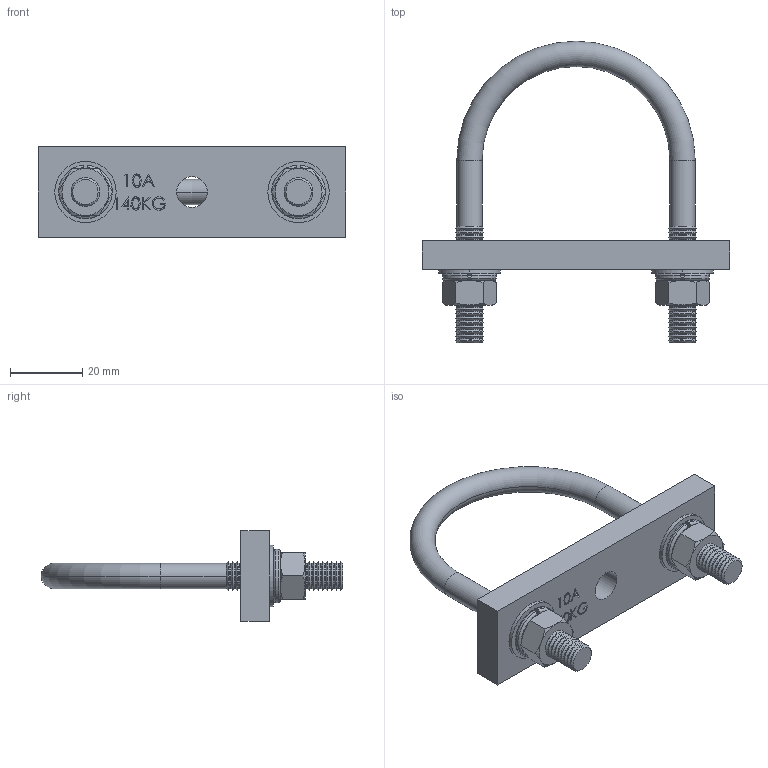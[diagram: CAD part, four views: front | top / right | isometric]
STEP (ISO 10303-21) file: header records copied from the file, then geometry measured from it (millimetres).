
FILE_DESCRIPTION (( 'STEP AP203' ), '1' );
FILE_NAME ('T33400.STEP', '2018-07-20T13:25:22', ( '' ), ( '' ), 'SwSTEP 2.0', 'SolidWorks 2016', '' );
FILE_SCHEMA (( 'CONFIG_CONTROL_DESIGN' ));
Length unit declared in the file: millimetre
Products named in the file (7): T56600; Hex Nut Style 1 GradeAB_Doughty Fastners_Hexagon Nut ISO - 4032 - M8 - D - S; TH1265; B Washer_Bright washer BS 4320 - M8 (Form B); Single Coil Rectangular Section Spring Washer_Doughty Fastners_Rectangular section spring washer BS 4464 - 8 (Type B); T33400
Assembly tree (9 placements, depth 3):
  T33400
    TH1265
    T56600
      T56600
      Hex Nut Style 1 GradeAB_Doughty Fastners_Hexagon Nut ISO - 4032 - M8 - D - S  x2
    B Washer_Bright washer BS 4320 - M8 (Form B)  x2
    Single Coil Rectangular Section Spring Washer_Doughty Fastners_Rectangular section spring washer BS 4464 - 8 (Type B)  x2
Bounding box: 85 x 83.5 x 25 mm (x, y, z)
Volume: 25456.3 mm3; surface area: 14276.1 mm2
Topology: 8 solids, 8 shells, 574 faces, 1426 edges, 880 vertices
Faces by surface type: cone 288, cylinder 150, plane 99, bspline 27, torus 10
Entity records: 18083 total; most frequent: CARTESIAN_POINT 5002, DIRECTION 2746, ORIENTED_EDGE 2524, EDGE_CURVE 1262, AXIS2_PLACEMENT_3D 1088, VERTEX_POINT 788, CIRCLE 606, LINE 570
